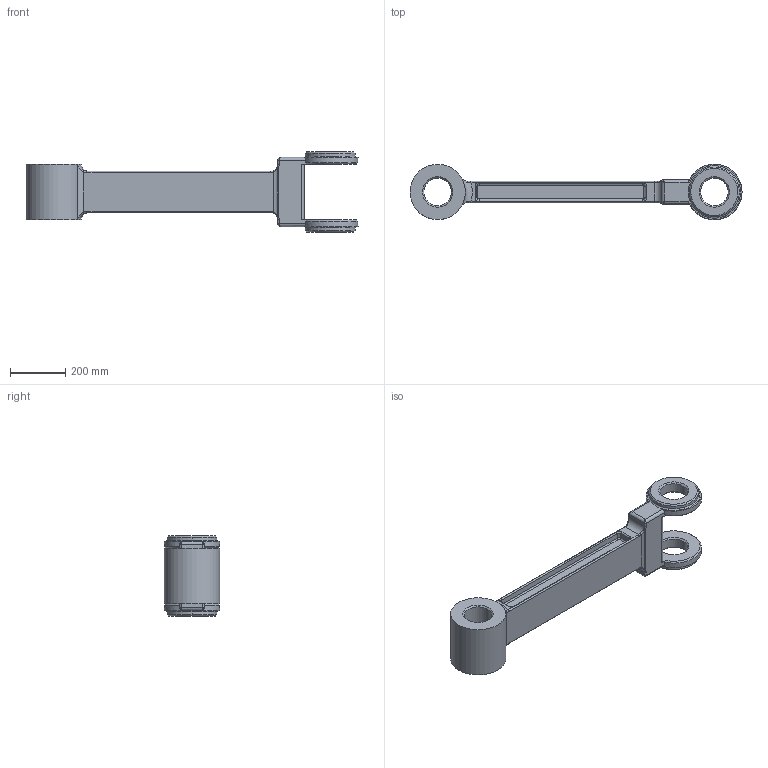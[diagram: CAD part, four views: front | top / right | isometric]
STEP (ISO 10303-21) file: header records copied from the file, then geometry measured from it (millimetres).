
FILE_DESCRIPTION((''),'2;1');
FILE_NAME('PARTE_BRACCIO_INFERIORE','2022-06-25T13:57:31',('luca'),(''),'CREO PARAMETRIC BY PTC INC, 2021404','CREO PARAMETRIC BY PTC INC, 2021404','');
FILE_SCHEMA(('CONFIG_CONTROL_DESIGN'));
Length unit declared in the file: centimetre
Products named in the file (1): PARTE_BRACCIO_INFERIORE
Bounding box: 1200 x 200 x 290 mm (x, y, z)
Volume: 14656186.6 mm3; surface area: 852092.2 mm2
Topology: 1 solids, 1 shells, 158 faces, 362 edges, 208 vertices
Faces by surface type: cylinder 62, plane 28, torus 26, bspline 24, cone 18
Entity records: 6104 total; most frequent: CARTESIAN_POINT 2590, DIRECTION 748, ORIENTED_EDGE 724, EDGE_CURVE 362, AXIS2_PLACEMENT_3D 308, VERTEX_POINT 208, CIRCLE 174, EDGE_LOOP 166
